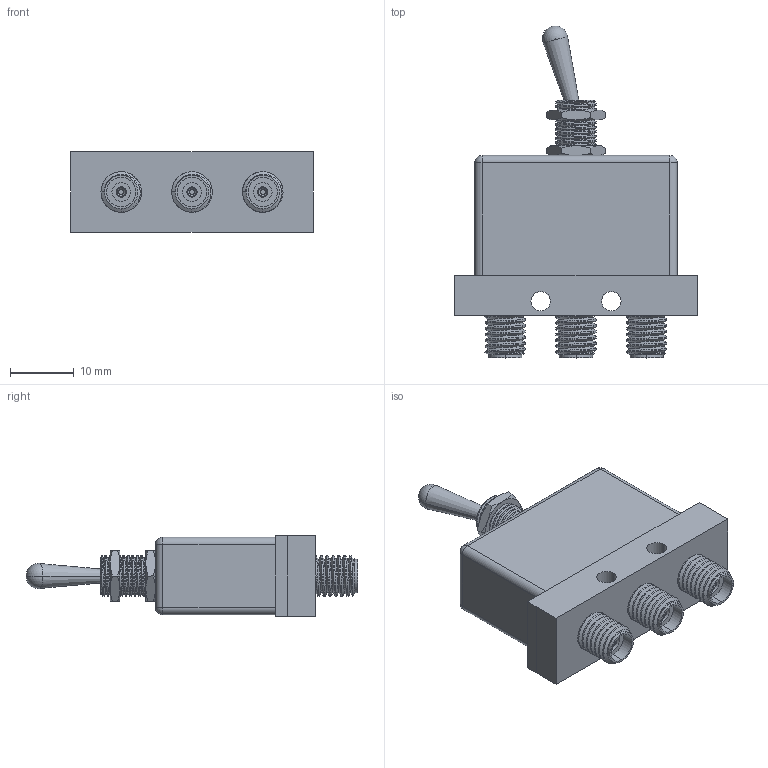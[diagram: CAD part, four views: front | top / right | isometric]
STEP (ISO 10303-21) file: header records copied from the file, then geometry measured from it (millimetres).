
FILE_DESCRIPTION (( 'STEP AP214' ), '1' );
FILE_NAME ('FMSM1004_3D.step', '2025-03-05T00:21:15', ( '' ), ( '' ), 'SwSTEP 2.0', 'SolidWorks 2022', '' );
FILE_SCHEMA (( 'AUTOMOTIVE_DESIGN' ));
Length unit declared in the file: inch
Products named in the file (1): FMSM1004_3D
Bounding box: 38.1 x 52.06 x 12.7 mm (x, y, z)
Volume: 10789.1 mm3; surface area: 5056.7 mm2
Topology: 1 solids, 1 shells, 231 faces, 574 edges, 359 vertices
Faces by surface type: cylinder 115, plane 50, cone 44, bspline 16, sphere 6
Entity records: 12813 total; most frequent: CARTESIAN_POINT 7868, ORIENTED_EDGE 1130, DIRECTION 925, EDGE_CURVE 565, AXIS2_PLACEMENT_3D 371, VERTEX_POINT 356, EDGE_LOOP 257, ADVANCED_FACE 231
